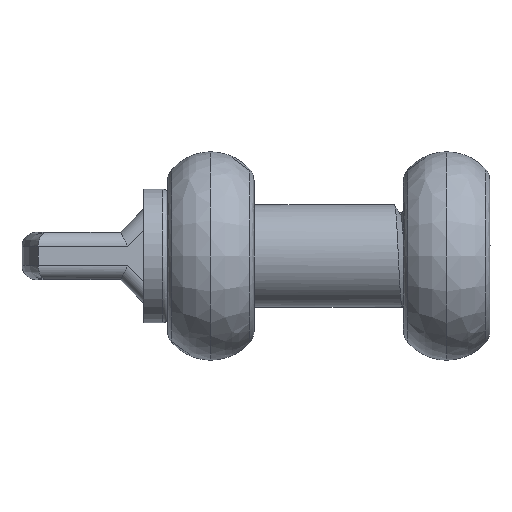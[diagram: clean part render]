
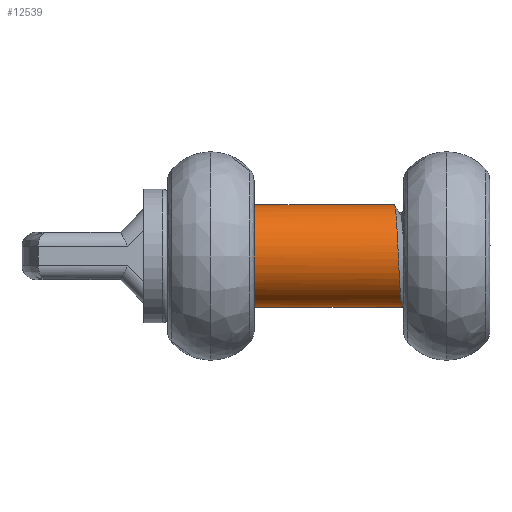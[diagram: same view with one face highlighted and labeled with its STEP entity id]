
A CAD part, front view. The second image highlights one B-rep face of the part: STEP entity #12539.
In plain terms, the highlighted cylindrical face has radius 6.5 mm (diameter 13 mm), a partial arc.
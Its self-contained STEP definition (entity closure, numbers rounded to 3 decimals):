
#3284 = CARTESIAN_POINT ( 'NONE',  ( -6.5, -0.429, -29.82 ) ) ;
#3285 = CARTESIAN_POINT ( 'NONE',  ( -6.457, -0.859, -29.799 ) ) ;
#3286 = CARTESIAN_POINT ( 'NONE',  ( -6.29, -1.691, -29.758 ) ) ;
#3287 = CARTESIAN_POINT ( 'NONE',  ( -6.167, -2.096, -29.737 ) ) ;
#3288 = CARTESIAN_POINT ( 'NONE',  ( -5.922, -2.687, -29.706 ) ) ;
#3289 = CARTESIAN_POINT ( 'NONE',  ( -5.83, -2.882, -29.696 ) ) ;
#3290 = CARTESIAN_POINT ( 'NONE',  ( -5.629, -3.258, -29.676 ) ) ;
#3291 = CARTESIAN_POINT ( 'NONE',  ( -5.519, -3.44, -29.665 ) ) ;
#3292 = CARTESIAN_POINT ( 'NONE',  ( -5.166, -3.967, -29.635 ) ) ;
#3293 = CARTESIAN_POINT ( 'NONE',  ( -4.896, -4.297, -29.615 ) ) ;
#3294 = CARTESIAN_POINT ( 'NONE',  ( -4.289, -4.903, -29.573 ) ) ;
#3295 = CARTESIAN_POINT ( 'NONE',  ( -3.961, -5.171, -29.552 ) ) ;
#3296 = CARTESIAN_POINT ( 'NONE',  ( -3.433, -5.524, -29.522 ) ) ;
#3297 = CARTESIAN_POINT ( 'NONE',  ( -3.25, -5.633, -29.512 ) ) ;
#3298 = CARTESIAN_POINT ( 'NONE',  ( -2.874, -5.834, -29.491 ) ) ;
#3299 = CARTESIAN_POINT ( 'NONE',  ( -2.679, -5.926, -29.481 ) ) ;
#3300 = CARTESIAN_POINT ( 'NONE',  ( -2.089, -6.17, -29.45 ) ) ;
#3301 = CARTESIAN_POINT ( 'NONE',  ( -1.684, -6.292, -29.429 ) ) ;
#3302 = CARTESIAN_POINT ( 'NONE',  ( -0.85, -6.458, -29.388 ) ) ;
#3303 = CARTESIAN_POINT ( 'NONE',  ( -0.42, -6.5, -29.367 ) ) ;
#3304 = CARTESIAN_POINT ( 'NONE',  ( 0.428, -6.5, -29.327 ) ) ;
#3305 = CARTESIAN_POINT ( 'NONE',  ( 0.85, -6.458, -29.306 ) ) ;
#3306 = CARTESIAN_POINT ( 'NONE',  ( 1.479, -6.333, -29.275 ) ) ;
#3307 = CARTESIAN_POINT ( 'NONE',  ( 1.688, -6.281, -29.264 ) ) ;
#3308 = CARTESIAN_POINT ( 'NONE',  ( 2.094, -6.157, -29.244 ) ) ;
#3309 = CARTESIAN_POINT ( 'NONE',  ( 2.493, -6.014, -29.223 ) ) ;
#3310 = CARTESIAN_POINT ( 'NONE',  ( 2.876, -5.833, -29.203 ) ) ;
#3311 = CARTESIAN_POINT ( 'NONE',  ( 3.252, -5.632, -29.183 ) ) ;
#3312 = CARTESIAN_POINT ( 'NONE',  ( 3.436, -5.522, -29.173 ) ) ;
#3313 = CARTESIAN_POINT ( 'NONE',  ( 3.969, -5.165, -29.142 ) ) ;
#3314 = CARTESIAN_POINT ( 'NONE',  ( 4.296, -4.896, -29.121 ) ) ;
#3315 = CARTESIAN_POINT ( 'NONE',  ( 4.896, -4.297, -29.08 ) ) ;
#3316 = CARTESIAN_POINT ( 'NONE',  ( 5.17, -3.962, -29.059 ) ) ;
#3317 = CARTESIAN_POINT ( 'NONE',  ( 5.642, -3.255, -29.018 ) ) ;
#3318 = CARTESIAN_POINT ( 'NONE',  ( 5.842, -2.882, -28.998 ) ) ;
#3319 = CARTESIAN_POINT ( 'NONE',  ( 6.086, -2.292, -28.967 ) ) ;
#3320 = CARTESIAN_POINT ( 'NONE',  ( 6.159, -2.089, -28.956 ) ) ;
#3321 = CARTESIAN_POINT ( 'NONE',  ( 6.283, -1.681, -28.936 ) ) ;
#3322 = CARTESIAN_POINT ( 'NONE',  ( 6.334, -1.475, -28.925 ) ) ;
#3323 = CARTESIAN_POINT ( 'NONE',  ( 6.458, -0.852, -28.895 ) ) ;
#3324 = CARTESIAN_POINT ( 'NONE',  ( 6.5, -0.429, -28.875 ) ) ;
#3325 = CARTESIAN_POINT ( 'NONE',  ( 6.5, 0., -28.854 ) ) ;
#3365 = CARTESIAN_POINT ( 'NONE',  ( -6.5, 0., -29.84 ) ) ;
#3403 = B_SPLINE_CURVE_WITH_KNOTS ( 'NONE', 3,
 ( #3325, #3324, #3323, #3322, #3321, #3320, #3319, #3318, #3317, #3316, #3315, #3314, #3313, #3312, #3311, #3310, #3309, #3308, #3307, #3306, #3305, #3304, #3303, #3302, #3301, #3300, #3299, #3298, #3297, #3296, #3295, #3294, #3293, #3292, #3291, #3290, #3289, #3288, #3287, #3286, #3285, #3284, #3365 ),
 .UNSPECIFIED., .F., .F.,
 ( 4, 2, 2, 2, 2, 2, 2, 2, 1, 2, 2, 2, 2, 2, 2, 2, 2, 2, 2, 2, 2, 4 ),
 ( 0.013, 0.014, 0.015, 0.016, 0.017, 0.018, 0.019, 0.02, 0.021, 0.021, 0.022, 0.023, 0.024, 0.026, 0.026, 0.027, 0.028, 0.03, 0.03, 0.031, 0.032, 0.033 ),
 .UNSPECIFIED. ) ;
#3632 = CARTESIAN_POINT ( 'NONE',  ( 6.5, 0., -0.25 ) ) ;
#4316 = CARTESIAN_POINT ( 'NONE',  ( -6.5, 0., -29.84 ) ) ;
#4604 = CIRCLE ( 'NONE', #4772, 6.5 ) ;
#4605 = DIRECTION ( 'NONE',  ( -1., 0., 0. ) ) ;
#4606 = DIRECTION ( 'NONE',  ( 0., 0., -1. ) ) ;
#4607 = CARTESIAN_POINT ( 'NONE',  ( 0., 0., -0.25 ) ) ;
#4608 = AXIS2_PLACEMENT_3D ( 'NONE', #4607, #4606, #4605 ) ;
#4609 = CYLINDRICAL_SURFACE ( 'NONE', #4608, 6.5 ) ;
#4769 = DIRECTION ( 'NONE',  ( -1., 0., 0. ) ) ;
#4770 = DIRECTION ( 'NONE',  ( 0., 0., 1. ) ) ;
#4771 = CARTESIAN_POINT ( 'NONE',  ( 0., 0., -0.25 ) ) ;
#4772 = AXIS2_PLACEMENT_3D ( 'NONE', #4771, #4770, #4769 ) ;
#5256 = FACE_OUTER_BOUND ( 'NONE', #12540, .T. ) ;
#5257 = DIRECTION ( 'NONE',  ( 0., 0., -1. ) ) ;
#5258 = VECTOR ( 'NONE', #5257, 1000. ) ;
#5259 = CARTESIAN_POINT ( 'NONE',  ( -6.5, 0., -0.25 ) ) ;
#5260 = LINE ( 'NONE', #5259, #5258 ) ;
#5344 = CARTESIAN_POINT ( 'NONE',  ( 6.5, 0., -28.854 ) ) ;
#5345 = DIRECTION ( 'NONE',  ( 0., 0., -1. ) ) ;
#5346 = VECTOR ( 'NONE', #5345, 1000. ) ;
#5347 = CARTESIAN_POINT ( 'NONE',  ( 6.5, 0., -0.25 ) ) ;
#5348 = LINE ( 'NONE', #5347, #5346 ) ;
#5349 = CARTESIAN_POINT ( 'NONE',  ( -6.5, 0., -0.25 ) ) ;
#12227 = ORIENTED_EDGE ( 'NONE', *, *, #12228, .F. ) ;
#12228 = EDGE_CURVE ( 'NONE', #12511, #12477, #3403, .T. ) ;
#12258 = VERTEX_POINT ( 'NONE', #3632 ) ;
#12477 = VERTEX_POINT ( 'NONE', #4316 ) ;
#12508 = VERTEX_POINT ( 'NONE', #5349 ) ;
#12510 = EDGE_CURVE ( 'NONE', #12258, #12511, #5348, .T. ) ;
#12511 = VERTEX_POINT ( 'NONE', #5344 ) ;
#12538 = EDGE_CURVE ( 'NONE', #12508, #12477, #5260, .T. ) ;
#12539 = ADVANCED_FACE ( 'NONE', ( #5256 ), #4609, .T. ) ;
#12540 = EDGE_LOOP ( 'NONE', ( #12541, #12542, #12544, #12227 ) ) ;
#12541 = ORIENTED_EDGE ( 'NONE', *, *, #12510, .F. ) ;
#12542 = ORIENTED_EDGE ( 'NONE', *, *, #12543, .F. ) ;
#12543 = EDGE_CURVE ( 'NONE', #12508, #12258, #4604, .T. ) ;
#12544 = ORIENTED_EDGE ( 'NONE', *, *, #12538, .T. ) ;
